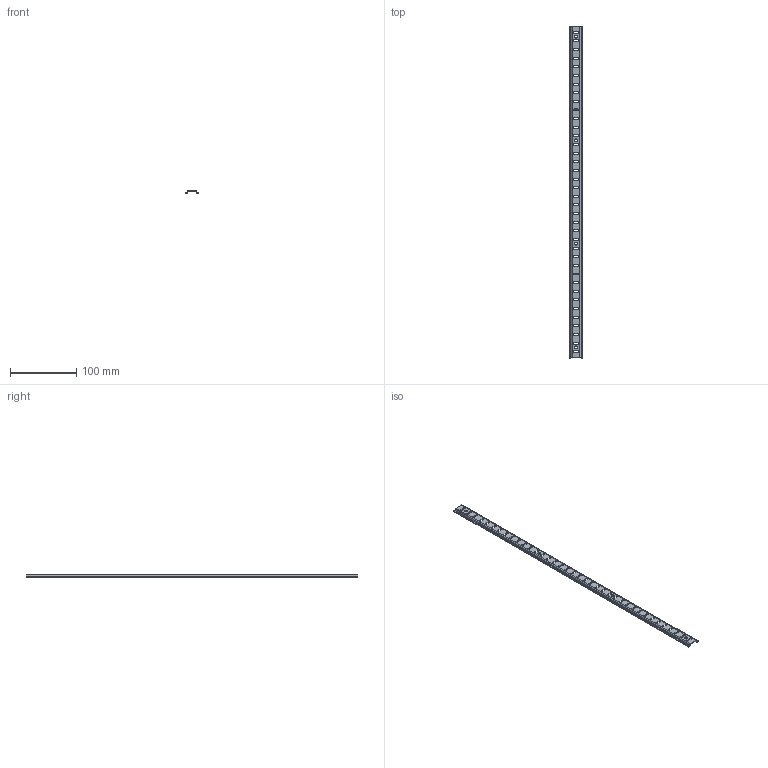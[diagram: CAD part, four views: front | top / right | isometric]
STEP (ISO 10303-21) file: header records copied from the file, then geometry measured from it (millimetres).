
FILE_DESCRIPTION (( 'STEP AP203' ), '1' );
FILE_NAME ('FC-1751-5.STEP', '2009-09-28T07:32:02', ( ' ' ), ( ' ' ), 'SwSTEP 2.0', 'SolidWorks 2007', '' );
FILE_SCHEMA (( 'CONFIG_CONTROL_DESIGN' ));
Length unit declared in the file: millimetre
Products named in the file (1): FC-1751-5
Bounding box: 20 x 500 x 4 mm (x, y, z)
Volume: 12588 mm3; surface area: 23280 mm2
Topology: 1 solids, 1 shells, 220 faces, 654 edges, 436 vertices
Faces by surface type: cylinder 130, plane 90
Entity records: 7723 total; most frequent: DIRECTION 1356, CARTESIAN_POINT 1311, ORIENTED_EDGE 1308, EDGE_CURVE 654, AXIS2_PLACEMENT_3D 481, VERTEX_POINT 436, LINE 394, VECTOR 394
